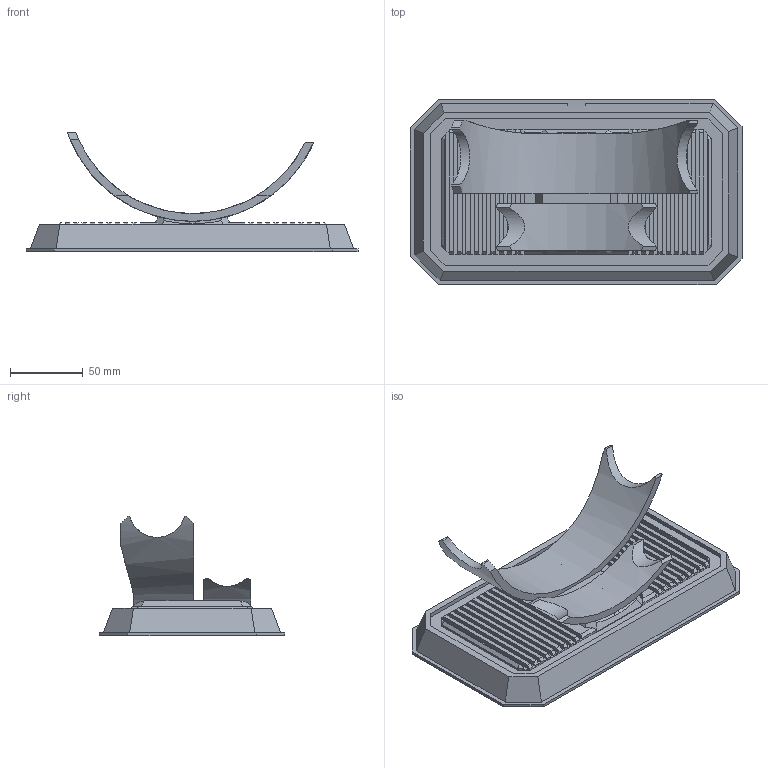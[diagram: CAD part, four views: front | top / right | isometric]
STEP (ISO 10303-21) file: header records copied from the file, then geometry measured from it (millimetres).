
FILE_DESCRIPTION(/* description */ (''),/* implementation_level */ '2;1');
FILE_NAME(/* name */ 'Secura-stand.step',/* time_stamp */ '2025-05-18T14:47:56-04:00',/* author */ (''),/* organization */ (''),/* preprocessor_version */ 'ST-DEVELOPER v20.1',/* originating_system */ 'Autodesk Translation Framework v14.4.0.0',/* authorisation */ '');
FILE_SCHEMA (('AUTOMOTIVE_DESIGN { 1 0 10303 214 3 1 1 }'));
Length unit declared in the file: millimetre
Products named in the file (1): Secura-stand
Bounding box: 227.57 x 127.39 x 81.9 mm (x, y, z)
Volume: 414927.8 mm3; surface area: 191764.8 mm2
Topology: 7 solids, 7 shells, 319 faces, 838 edges, 560 vertices
Faces by surface type: plane 275, cylinder 40, bspline 4
Full cylindrical faces by diameter (mm): 5 x10, 5.4 x10, 8 x4, 8.4 x4
Entity records: 10301 total; most frequent: CARTESIAN_POINT 2352, ORIENTED_EDGE 1676, DIRECTION 1516, EDGE_CURVE 838, LINE 712, VECTOR 712, VERTEX_POINT 560, AXIS2_PLACEMENT_3D 402
